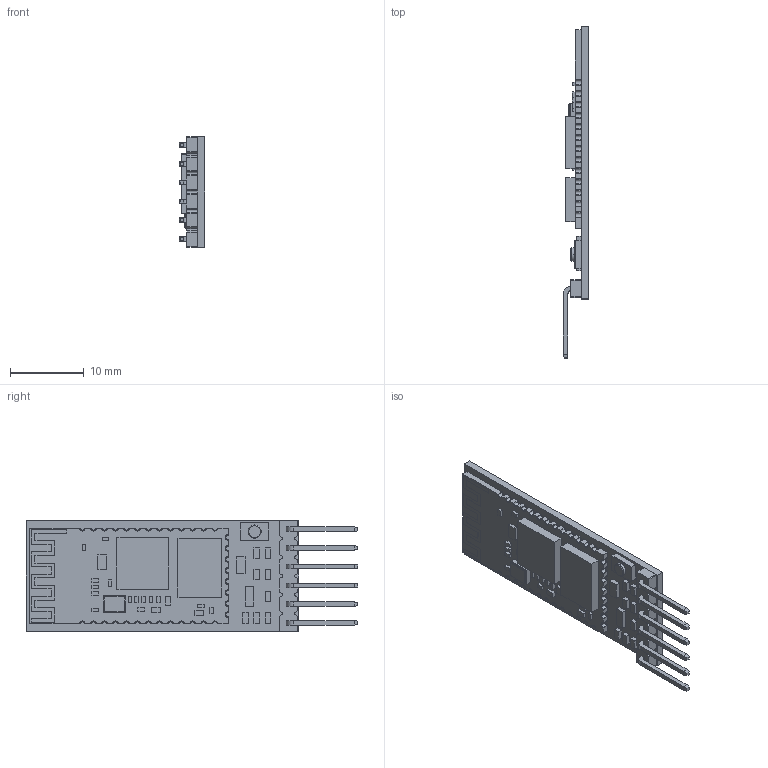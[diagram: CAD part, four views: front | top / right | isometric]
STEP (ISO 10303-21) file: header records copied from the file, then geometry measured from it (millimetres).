
FILE_DESCRIPTION (( 'STEP AP214' ), '1' );
FILE_NAME ('ZC142200.STEP', '2025-03-11T01:53:51', ( '' ), ( '' ), 'SwSTEP 2.0', 'SolidWorks 2021', '' );
FILE_SCHEMA (( 'AUTOMOTIVE_DESIGN' ));
Length unit declared in the file: millimetre
Products named in the file (3): ZC142200; HC-05
Assembly tree (2 placements, depth 2):
  ZC142200
    ZC142200
    HC-05
Bounding box: 3.41 x 45 x 15 mm (x, y, z)
Volume: 1055.8 mm3; surface area: 3018.6 mm2
Topology: 93 solids, 93 shells, 1135 faces, 2682 edges, 1734 vertices
Faces by surface type: plane 955, cylinder 178, torus 2
Entity records: 36284 total; most frequent: CARTESIAN_POINT 5556, ORIENTED_EDGE 5364, DIRECTION 5322, EDGE_CURVE 2682, LINE 2322, VECTOR 2322, VERTEX_POINT 1734, AXIS2_PLACEMENT_3D 1500
